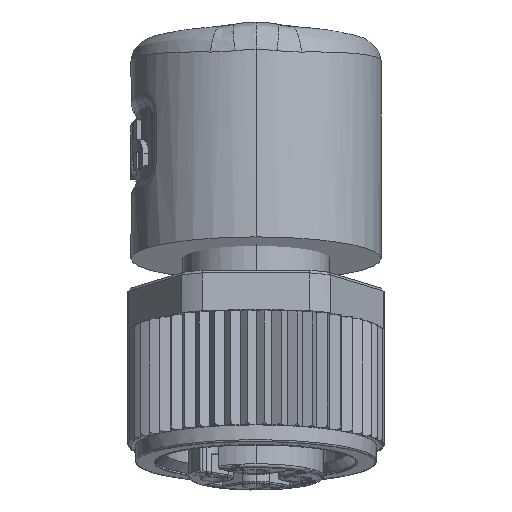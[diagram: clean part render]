
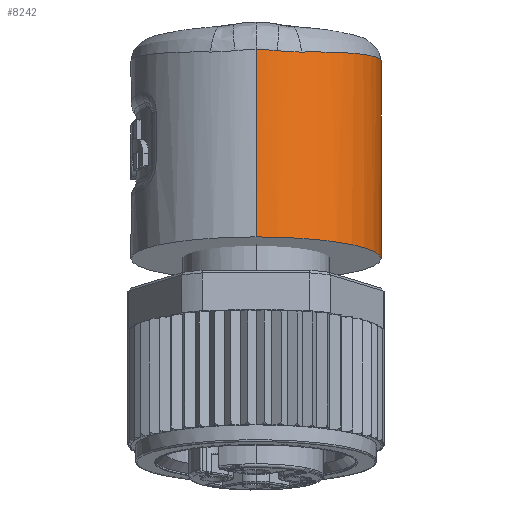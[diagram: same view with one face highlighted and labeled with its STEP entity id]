
A CAD part, front view. The second image highlights one B-rep face of the part: STEP entity #8242.
In plain terms, the highlighted cylindrical face has radius 7.5 mm (diameter 15 mm), a partial arc.
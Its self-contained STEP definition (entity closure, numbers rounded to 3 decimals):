
#8242=ADVANCED_FACE('',(#16241),#16242,.T.);
#16241=FACE_OUTER_BOUND('',#49135,.T.);
#16242=CYLINDRICAL_SURFACE('',#49136,7.5);
#49135=EDGE_LOOP('',(#68538,#68539,#68540,#68541,#68542,#68543,#68544,#68545,#68546,#68547,#68548));
#49136=AXIS2_PLACEMENT_3D('',#68549,#68550,#68551);
#68538=ORIENTED_EDGE('',*,*,#74782,.F.);
#68539=ORIENTED_EDGE('',*,*,#74786,.F.);
#68540=ORIENTED_EDGE('',*,*,#74923,.F.);
#68541=ORIENTED_EDGE('',*,*,#74924,.F.);
#68542=ORIENTED_EDGE('',*,*,#74925,.F.);
#68543=ORIENTED_EDGE('',*,*,#74788,.F.);
#68544=ORIENTED_EDGE('',*,*,#74778,.F.);
#68545=ORIENTED_EDGE('',*,*,#74926,.F.);
#68546=ORIENTED_EDGE('',*,*,#74833,.T.);
#68547=ORIENTED_EDGE('',*,*,#74927,.T.);
#68548=ORIENTED_EDGE('',*,*,#74775,.F.);
#68549=CARTESIAN_POINT('',(0.0,6.646,-7.682));
#68550=DIRECTION('',(0.0,-0.174,-0.985));
#68551=DIRECTION('',(0.0,-0.985,0.174));
#74775=EDGE_CURVE('',#83365,#83361,#83367,.T.);
#74778=EDGE_CURVE('',#83369,#83371,#83372,.T.);
#74782=EDGE_CURVE('',#83375,#83365,#83377,.T.);
#74786=EDGE_CURVE('',#83381,#83375,#83383,.T.);
#74788=EDGE_CURVE('',#83371,#83385,#83386,.T.);
#74833=EDGE_CURVE('',#83446,#83445,#83448,.T.);
#74923=EDGE_CURVE('',#83574,#83381,#83575,.T.);
#74924=EDGE_CURVE('',#83576,#83574,#83577,.T.);
#74925=EDGE_CURVE('',#83385,#83576,#83578,.T.);
#74926=EDGE_CURVE('',#83446,#83369,#83579,.T.);
#74927=EDGE_CURVE('',#83445,#83361,#83580,.T.);
#83361=VERTEX_POINT('',#103569);
#83365=VERTEX_POINT('',#103597);
#83367=B_SPLINE_CURVE_WITH_KNOTS('',3,(#103603,#103604,#103605,#103606,#103607,#103608,#103609,#103610,#103611,#103612,#103613,#103614,#103615,#103616,#103617,#103618,#103619,#103620,#103621,#103622,#103623,#103624),.UNSPECIFIED.,.F.,.F.,(4,1,1,1,1,1,1,1,1,1,1,1,1,1,1,1,1,1,1,4),(0.0,0.053,0.105,0.158,0.211,0.263,0.316,0.368,0.421,0.474,0.526,0.579,0.632,0.684,0.737,0.789,0.842,0.895,0.947,1.0),.UNSPECIFIED.);
#83369=VERTEX_POINT('',#103626);
#83371=VERTEX_POINT('',#103634);
#83372=B_SPLINE_CURVE_WITH_KNOTS('',3,(#103635,#103636,#103637,#103638,#103639,#103640,#103641,#103642),.UNSPECIFIED.,.F.,.F.,(4,1,1,1,1,4),(0.0,0.203,0.406,0.606,0.804,1.0),.UNSPECIFIED.);
#83375=VERTEX_POINT('',#103651);
#83377=B_SPLINE_CURVE_WITH_KNOTS('',3,(#103656,#103657,#103658,#103659,#103660,#103661),.UNSPECIFIED.,.F.,.F.,(4,1,1,4),(0.0,0.333,0.667,1.0),.UNSPECIFIED.);
#83381=VERTEX_POINT('',#103670);
#83383=B_SPLINE_CURVE_WITH_KNOTS('',3,(#103675,#103676,#103677,#103678,#103679,#103680),.UNSPECIFIED.,.F.,.F.,(4,1,1,4),(0.0,0.333,0.667,1.0),.UNSPECIFIED.);
#83385=VERTEX_POINT('',#103682);
#83386=B_SPLINE_CURVE_WITH_KNOTS('',3,(#103683,#103684,#103685,#103686,#103687,#103688),.UNSPECIFIED.,.F.,.F.,(4,1,1,4),(0.0,0.333,0.667,1.0),.UNSPECIFIED.);
#83445=VERTEX_POINT('',#103877);
#83446=VERTEX_POINT('',#103878);
#83448=CIRCLE('',#103880,7.5);
#83574=VERTEX_POINT('',#104591);
#83575=B_SPLINE_CURVE_WITH_KNOTS('',3,(#104592,#104593,#104594,#104595,#104596,#104597),.UNSPECIFIED.,.F.,.F.,(4,1,1,4),(0.0,0.333,0.667,1.0),.UNSPECIFIED.);
#83576=VERTEX_POINT('',#104598);
#83577=B_SPLINE_CURVE_WITH_KNOTS('',3,(#104599,#104600,#104601,#104602,#104603,#104604),.UNSPECIFIED.,.F.,.F.,(4,1,1,4),(0.0,0.333,0.667,1.0),.UNSPECIFIED.);
#83578=B_SPLINE_CURVE_WITH_KNOTS('',3,(#104605,#104606,#104607,#104608,#104609,#104610,#104611,#104612,#104613,#104614,#104615,#104616,#104617,#104618,#104619),.UNSPECIFIED.,.F.,.F.,(4,1,1,1,1,1,1,1,1,1,1,1,4),(0.0,0.083,0.167,0.25,0.333,0.417,0.5,0.583,0.667,0.75,0.833,0.917,1.0),.UNSPECIFIED.);
#83579=LINE('',#104620,#104621);
#83580=LINE('',#104622,#104623);
#103569=CARTESIAN_POINT('',(0.,14.348,-7.187));
#103597=CARTESIAN_POINT('',(6.536,11.568,-0.949));
#103603=CARTESIAN_POINT('',(6.536,11.568,-0.949));
#103604=CARTESIAN_POINT('',(6.52,11.574,-1.077));
#103605=CARTESIAN_POINT('',(6.481,11.598,-1.342));
#103606=CARTESIAN_POINT('',(6.394,11.67,-1.769));
#103607=CARTESIAN_POINT('',(6.273,11.784,-2.227));
#103608=CARTESIAN_POINT('',(6.109,11.942,-2.719));
#103609=CARTESIAN_POINT('',(5.893,12.145,-3.24));
#103610=CARTESIAN_POINT('',(5.622,12.382,-3.772));
#103611=CARTESIAN_POINT('',(5.296,12.642,-4.298));
#103612=CARTESIAN_POINT('',(4.928,12.904,-4.791));
#103613=CARTESIAN_POINT('',(4.528,13.155,-5.239));
#103614=CARTESIAN_POINT('',(4.105,13.387,-5.637));
#103615=CARTESIAN_POINT('',(3.667,13.595,-5.984));
#103616=CARTESIAN_POINT('',(3.219,13.777,-6.282));
#103617=CARTESIAN_POINT('',(2.764,13.934,-6.534));
#103618=CARTESIAN_POINT('',(2.305,14.064,-6.741));
#103619=CARTESIAN_POINT('',(1.844,14.169,-6.907));
#103620=CARTESIAN_POINT('',(1.381,14.25,-7.034));
#103621=CARTESIAN_POINT('',(0.918,14.307,-7.123));
#103622=CARTESIAN_POINT('',(0.457,14.341,-7.175));
#103623=CARTESIAN_POINT('',(0.152,14.348,-7.187));
#103624=CARTESIAN_POINT('',(0.,14.348,-7.187));
#103626=CARTESIAN_POINT('',(0.,1.239,4.847));
#103634=CARTESIAN_POINT('',(1.266,1.337,4.784));
#103635=CARTESIAN_POINT('',(0.,1.239,4.847));
#103636=CARTESIAN_POINT('',(0.086,1.239,4.847));
#103637=CARTESIAN_POINT('',(0.259,1.242,4.846));
#103638=CARTESIAN_POINT('',(0.516,1.254,4.839));
#103639=CARTESIAN_POINT('',(0.769,1.274,4.828));
#103640=CARTESIAN_POINT('',(1.019,1.302,4.81));
#103641=CARTESIAN_POINT('',(1.184,1.325,4.794));
#103642=CARTESIAN_POINT('',(1.266,1.337,4.784));
#103651=CARTESIAN_POINT('',(6.569,11.604,-0.401));
#103656=CARTESIAN_POINT('',(6.569,11.604,-0.401));
#103657=CARTESIAN_POINT('',(6.569,11.594,-0.458));
#103658=CARTESIAN_POINT('',(6.568,11.576,-0.576));
#103659=CARTESIAN_POINT('',(6.557,11.563,-0.758));
#103660=CARTESIAN_POINT('',(6.544,11.565,-0.885));
#103661=CARTESIAN_POINT('',(6.536,11.568,-0.949));
#103670=CARTESIAN_POINT('',(6.561,11.795,0.599));
#103675=CARTESIAN_POINT('',(6.561,11.795,0.599));
#103676=CARTESIAN_POINT('',(6.562,11.774,0.488));
#103677=CARTESIAN_POINT('',(6.564,11.732,0.266));
#103678=CARTESIAN_POINT('',(6.567,11.667,-0.067));
#103679=CARTESIAN_POINT('',(6.568,11.625,-0.29));
#103680=CARTESIAN_POINT('',(6.569,11.604,-0.401));
#103682=CARTESIAN_POINT('',(2.72,1.732,4.701));
#103683=CARTESIAN_POINT('',(1.266,1.337,4.784));
#103684=CARTESIAN_POINT('',(1.44,1.364,4.765));
#103685=CARTESIAN_POINT('',(1.781,1.43,4.731));
#103686=CARTESIAN_POINT('',(2.267,1.564,4.702));
#103687=CARTESIAN_POINT('',(2.572,1.673,4.699));
#103688=CARTESIAN_POINT('',(2.72,1.732,4.701));
#103877=CARTESIAN_POINT('',(0.,14.032,-8.984));
#103878=CARTESIAN_POINT('',(0.0,-0.741,-6.379));
#103880=AXIS2_PLACEMENT_3D('',#112033,#112034,#112035);
#104591=CARTESIAN_POINT('',(6.507,12.012,1.274));
#104592=CARTESIAN_POINT('',(6.507,12.012,1.274));
#104593=CARTESIAN_POINT('',(6.519,11.977,1.194));
#104594=CARTESIAN_POINT('',(6.539,11.913,1.038));
#104595=CARTESIAN_POINT('',(6.556,11.841,0.812));
#104596=CARTESIAN_POINT('',(6.561,11.808,0.669));
#104597=CARTESIAN_POINT('',(6.561,11.795,0.599));
#104598=CARTESIAN_POINT('',(5.818,13.425,3.511));
#104599=CARTESIAN_POINT('',(5.818,13.425,3.511));
#104600=CARTESIAN_POINT('',(5.945,13.22,3.248));
#104601=CARTESIAN_POINT('',(6.158,12.838,2.731));
#104602=CARTESIAN_POINT('',(6.378,12.363,1.986));
#104603=CARTESIAN_POINT('',(6.471,12.117,1.509));
#104604=CARTESIAN_POINT('',(6.507,12.012,1.274));
#104605=CARTESIAN_POINT('',(2.72,1.732,4.701));
#104606=CARTESIAN_POINT('',(3.086,1.877,4.707));
#104607=CARTESIAN_POINT('',(3.796,2.226,4.71));
#104608=CARTESIAN_POINT('',(4.763,2.904,4.689));
#104609=CARTESIAN_POINT('',(5.613,3.722,4.644));
#104610=CARTESIAN_POINT('',(6.321,4.651,4.577));
#104611=CARTESIAN_POINT('',(6.89,5.702,4.488));
#104612=CARTESIAN_POINT('',(7.282,6.819,4.381));
#104613=CARTESIAN_POINT('',(7.492,7.984,4.257));
#104614=CARTESIAN_POINT('',(7.52,9.138,4.124));
#104615=CARTESIAN_POINT('',(7.361,10.32,3.976));
#104616=CARTESIAN_POINT('',(7.019,11.445,3.823));
#104617=CARTESIAN_POINT('',(6.508,12.494,3.667));
#104618=CARTESIAN_POINT('',(6.063,13.128,3.563));
#104619=CARTESIAN_POINT('',(5.818,13.425,3.511));
#104620=CARTESIAN_POINT('',(0.0,-0.741,-6.379));
#104621=VECTOR('',#112055,11.4);
#104622=CARTESIAN_POINT('',(0.,14.032,-8.984));
#104623=VECTOR('',#112056,1.825);
#112033=CARTESIAN_POINT('',(0.0,6.646,-7.682));
#112034=DIRECTION('',(0.0,0.174,0.985));
#112035=DIRECTION('',(0.0,-0.985,0.174));
#112055=DIRECTION('',(0.,0.174,0.985));
#112056=DIRECTION('',(0.,0.174,0.985));
